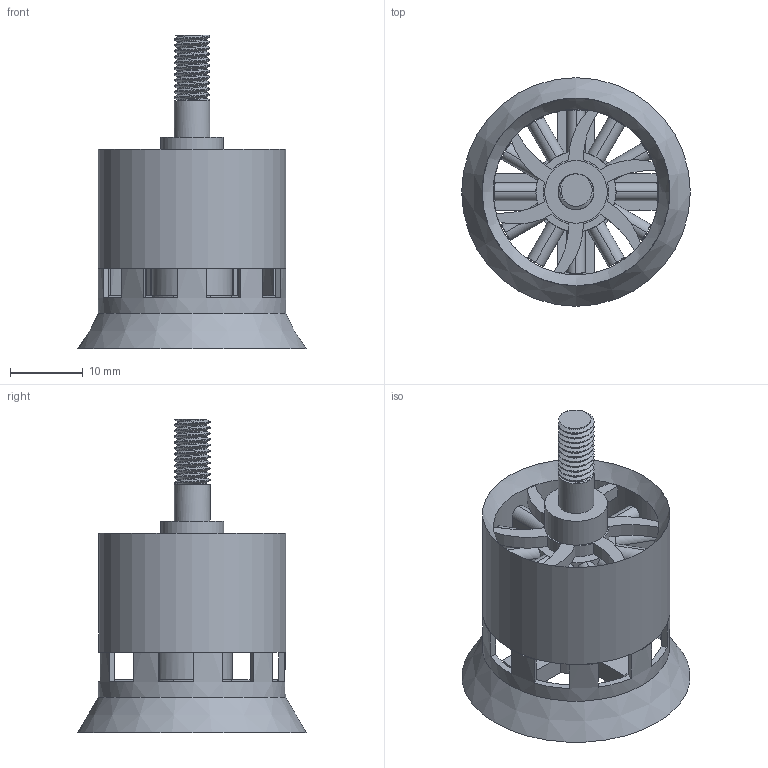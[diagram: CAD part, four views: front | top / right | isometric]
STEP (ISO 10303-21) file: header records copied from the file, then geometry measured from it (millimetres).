
FILE_DESCRIPTION(/* description */ (''),/* implementation_level */ '2;1');
FILE_NAME(/* name */ 'bldc_motor v11.step',/* time_stamp */ '2025-05-08T23:33:40+02:00',/* author */ (''),/* organization */ (''),/* preprocessor_version */ 'ST-DEVELOPER v20.1',/* originating_system */ 'Autodesk Translation Framework v14.4.0.0',/* authorisation */ '');
FILE_SCHEMA (('AUTOMOTIVE_DESIGN { 1 0 10303 214 3 1 1 }'));
Length unit declared in the file: millimetre
Products named in the file (3): bldc_motor; Komponent1; Komponent2
Assembly tree (2 placements, depth 2):
  bldc_motor
    Komponent1
    Komponent2
Bounding box: 31.39 x 31.39 x 43.1 mm (x, y, z)
Volume: 7353.5 mm3; surface area: 8706.7 mm2
Topology: 2 solids, 2 shells, 324 faces, 926 edges, 600 vertices
Faces by surface type: cylinder 205, plane 106, bspline 11, cone 2
Full cylindrical faces by diameter (mm): 2.529 x20, 3.086 x4, 3.99 x4, 4.901 x7, 5 x5, 8.6 x1, 11 x1, 22.732 x1, 24 x1, 25.732 x2
Entity records: 18146 total; most frequent: CARTESIAN_POINT 10087, ORIENTED_EDGE 1852, DIRECTION 1435, EDGE_CURVE 926, VERTEX_POINT 600, AXIS2_PLACEMENT_3D 518, LINE 399, VECTOR 399
